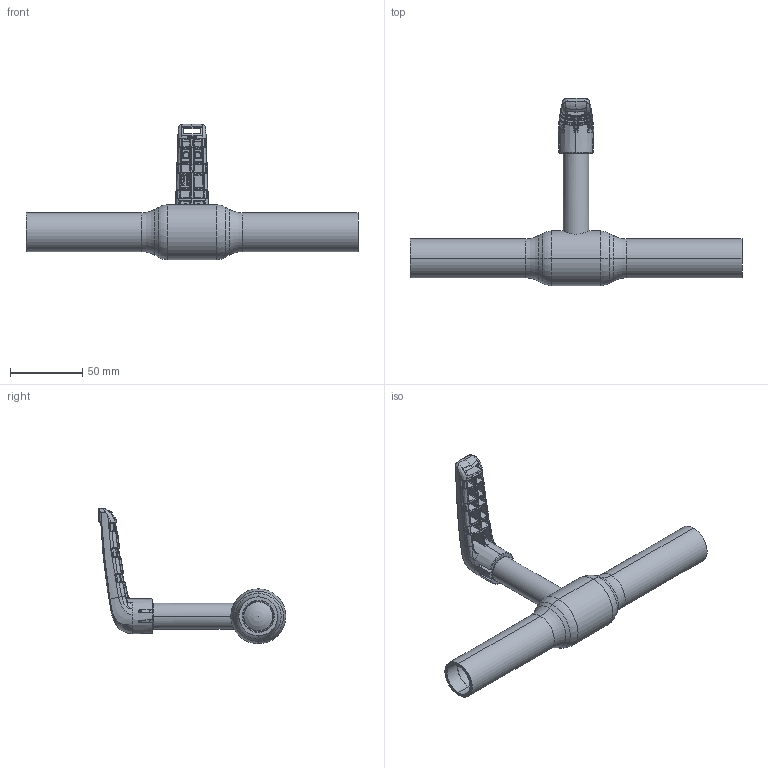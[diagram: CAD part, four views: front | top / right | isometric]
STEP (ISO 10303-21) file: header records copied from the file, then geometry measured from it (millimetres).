
FILE_DESCRIPTION (( 'STEP AP214' ), '1' );
FILE_NAME ('1020003001-2101.STEP', '2018-04-23T11:23:29', ( '' ), ( '' ), 'SwSTEP 2.0', 'SolidWorks 2017', '' );
FILE_SCHEMA (( 'AUTOMOTIVE_DESIGN' ));
Length unit declared in the file: millimetre
Products named in the file (17): 9020130000_20) Pipe assembly; 9015520000_9015520000-Red; 9020003009_006 Finished - Closed; 9020000107_Closed; 9020090000_Uden snap; 1020003001-2_CLOSED; 9020050001_Uden snap; 9015170000; 9020000101_Inserted; 9015520001; 9015180001; 1020003001-2101; 9015500002_9015500002-Black; 92A5045; 9020013000_005 Endfinishing; 9020020001; 9020140000
Assembly tree (20 placements, depth 5):
  1020003001-2101
    1020003001-2_CLOSED
      9020003009_006 Finished - Closed
        9020020001
        9020000101_Inserted  x2
          9020130000_20) Pipe assembly
          9020140000
        9020013000_005 Endfinishing
        9020000107_Closed
          9020090000_Uden snap
          92A5045  x2
          9015170000
          9015180001  x3
          9020050001_Uden snap
    9015500002_9015500002-Black
    9015520001
      9015520000_9015520000-Red
Bounding box: 230 x 129.88 x 93.78 mm (x, y, z)
Volume: 89848.7 mm3; surface area: 83575.2 mm2
Topology: 17 solids, 17 shells, 1900 faces, 4593 edges, 2706 vertices
Faces by surface type: bspline 1046, plane 341, cylinder 265, cone 127, torus 105, sphere 16
Entity records: 88434 total; most frequent: CARTESIAN_POINT 53225, ORIENTED_EDGE 8714, DIRECTION 4677, EDGE_CURVE 4357, VERTEX_POINT 2592, B_SPLINE_CURVE_WITH_KNOTS 2358, AXIS2_PLACEMENT_3D 1924, EDGE_LOOP 1871
